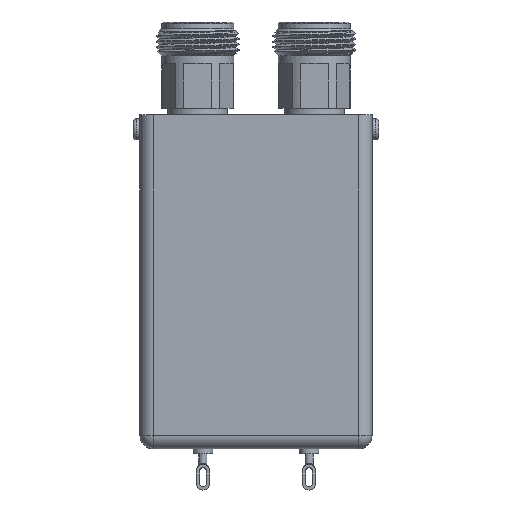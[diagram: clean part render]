
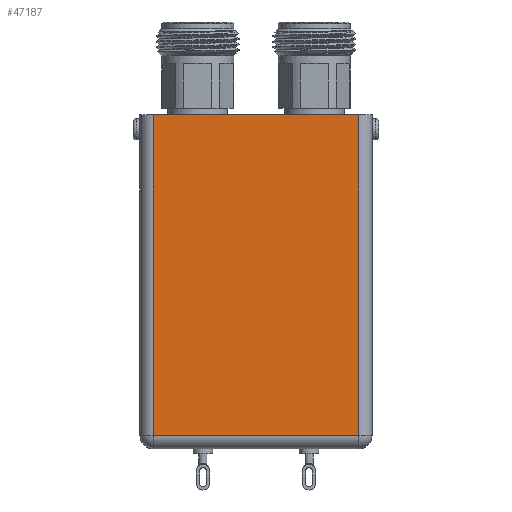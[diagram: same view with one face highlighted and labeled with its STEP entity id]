
A CAD part, front view. The second image highlights one B-rep face of the part: STEP entity #47187.
In plain terms, the highlighted planar face has unit normal (0, -1, 0).
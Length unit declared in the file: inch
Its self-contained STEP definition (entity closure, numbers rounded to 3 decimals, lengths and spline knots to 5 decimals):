
#820 = CARTESIAN_POINT ( 'NONE',  ( -0.775, -0.875, -2.42 ) ) ;
#3043 = CARTESIAN_POINT ( 'NONE',  ( -0.875, -0.875, -2.42 ) ) ;
#4714 = CARTESIAN_POINT ( 'NONE',  ( 0.775, -0.875, -2.52 ) ) ;
#5565 = AXIS2_PLACEMENT_3D ( 'NONE', #7537, #51847, #28071 ) ;
#5672 = ORIENTED_EDGE ( 'NONE', *, *, #7034, .T. ) ;
#6603 = LINE ( 'NONE', #4714, #48805 ) ;
#7034 = EDGE_CURVE ( 'NONE', #8242, #8900, #25105, .T. ) ;
#7537 = CARTESIAN_POINT ( 'NONE',  ( -0.875, -0.875, -2.52 ) ) ;
#8242 = VERTEX_POINT ( 'NONE', #820 ) ;
#8900 = VERTEX_POINT ( 'NONE', #39020 ) ;
#9746 = EDGE_CURVE ( 'NONE', #8900, #32185, #6603, .T. ) ;
#11984 = ORIENTED_EDGE ( 'NONE', *, *, #49188, .T. ) ;
#14981 = CARTESIAN_POINT ( 'NONE',  ( -0.775, -0.875, 0. ) ) ;
#20827 = LINE ( 'NONE', #39282, #42597 ) ;
#23618 = PLANE ( 'NONE',  #5565 ) ;
#23768 = VERTEX_POINT ( 'NONE', #14981 ) ;
#24771 = CARTESIAN_POINT ( 'NONE',  ( 0.775, -0.875, 0. ) ) ;
#25105 = LINE ( 'NONE', #3043, #34654 ) ;
#27275 = DIRECTION ( 'NONE',  ( 1., 0., 0. ) ) ;
#27724 = DIRECTION ( 'NONE',  ( 1., 0., 0. ) ) ;
#28071 = DIRECTION ( 'NONE',  ( 0., 0., -1. ) ) ;
#29899 = LINE ( 'NONE', #51212, #46522 ) ;
#31297 = EDGE_CURVE ( 'NONE', #23768, #32185, #29899, .T. ) ;
#32185 = VERTEX_POINT ( 'NONE', #24771 ) ;
#34654 = VECTOR ( 'NONE', #27724, 39.37008 ) ;
#39020 = CARTESIAN_POINT ( 'NONE',  ( 0.775, -0.875, -2.42 ) ) ;
#39282 = CARTESIAN_POINT ( 'NONE',  ( -0.775, -0.875, -2.52 ) ) ;
#40766 = ORIENTED_EDGE ( 'NONE', *, *, #9746, .T. ) ;
#41563 = DIRECTION ( 'NONE',  ( 0., 0., 1. ) ) ;
#42597 = VECTOR ( 'NONE', #43033, 39.37008 ) ;
#43033 = DIRECTION ( 'NONE',  ( 0., 0., -1. ) ) ;
#45940 = ORIENTED_EDGE ( 'NONE', *, *, #31297, .F. ) ;
#46303 = EDGE_LOOP ( 'NONE', ( #45940, #11984, #5672, #40766 ) ) ;
#46522 = VECTOR ( 'NONE', #27275, 39.37008 ) ;
#47187 = ADVANCED_FACE ( 'NONE', ( #48476 ), #23618, .T. ) ;
#48476 = FACE_OUTER_BOUND ( 'NONE', #46303, .T. ) ;
#48805 = VECTOR ( 'NONE', #41563, 39.37008 ) ;
#49188 = EDGE_CURVE ( 'NONE', #23768, #8242, #20827, .T. ) ;
#51212 = CARTESIAN_POINT ( 'NONE',  ( -0.875, -0.875, 0. ) ) ;
#51847 = DIRECTION ( 'NONE',  ( 0., -1., 0. ) ) ;
